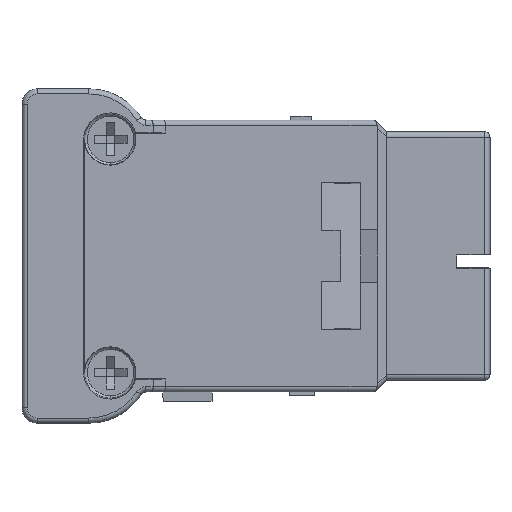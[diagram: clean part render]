
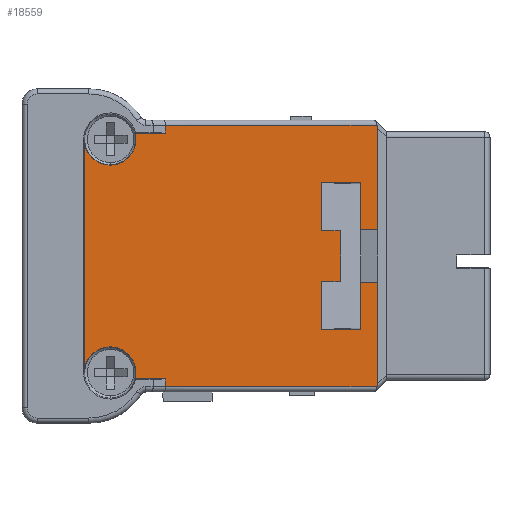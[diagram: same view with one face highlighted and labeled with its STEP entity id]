
A CAD part, left-side view. The second image highlights one B-rep face of the part: STEP entity #18559.
In plain terms, the highlighted planar face has unit normal (-1, 0, 0).
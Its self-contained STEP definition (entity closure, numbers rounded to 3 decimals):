
#3519=CARTESIAN_POINT('',(-5.65,41.6,11.15));
#3520=DIRECTION('',(-1.,0.,0.));
#3521=DIRECTION('',(0.,1.,0.));
#3522=AXIS2_PLACEMENT_3D('',#3519,#3520,#3521);
#3524=CARTESIAN_POINT('',(-5.65,41.6,11.15));
#3525=DIRECTION('',(-1.,0.,0.));
#3526=DIRECTION('',(0.,0.,-1.));
#3527=AXIS2_PLACEMENT_3D('',#3524,#3525,#3526);
#3529=DIRECTION('',(0.,-1.,0.));
#3530=VECTOR('',#3529,2.933);
#3531=CARTESIAN_POINT('',(-5.65,39.173,11.75));
#3532=LINE('',#3531,#3530);
#3533=DIRECTION('',(0.,0.,1.));
#3534=VECTOR('',#3533,0.775);
#3535=CARTESIAN_POINT('',(-5.65,36.24,11.75));
#3536=LINE('',#3535,#3534);
#3537=CARTESIAN_POINT('',(-5.65,15.74,12.525));
#3538=CARTESIAN_POINT('',(-5.65,15.709,12.429));
#3539=CARTESIAN_POINT('',(-5.65,15.69,12.331));
#3540=CARTESIAN_POINT('',(-5.65,15.69,12.23));
#3542=DIRECTION('',(0.,0.,-1.));
#3543=VECTOR('',#3542,9.819);
#3544=CARTESIAN_POINT('',(-5.65,15.69,12.23));
#3545=LINE('',#3544,#3543);
#3546=DIRECTION('',(0.,0.,-1.));
#3547=VECTOR('',#3546,4.672);
#3548=CARTESIAN_POINT('',(-5.65,21.14,6.961));
#3549=LINE('',#3548,#3547);
#3550=DIRECTION('',(0.,-1.,0.));
#3551=VECTOR('',#3550,1.839);
#3552=CARTESIAN_POINT('',(-5.65,21.14,2.289));
#3553=LINE('',#3552,#3551);
#3554=DIRECTION('',(0.,0.,-1.));
#3555=VECTOR('',#3554,4.878);
#3556=CARTESIAN_POINT('',(-5.65,19.301,2.289));
#3557=LINE('',#3556,#3555);
#3558=DIRECTION('',(0.,1.,0.));
#3559=VECTOR('',#3558,1.839);
#3560=CARTESIAN_POINT('',(-5.65,19.301,
-2.589));
#3561=LINE('',#3560,#3559);
#3562=DIRECTION('',(0.,0.,-1.));
#3563=VECTOR('',#3562,4.672);
#3564=CARTESIAN_POINT('',(-5.65,21.14,-2.589));
#3565=LINE('',#3564,#3563);
#3566=DIRECTION('',(0.,-1.,0.));
#3567=VECTOR('',#3566,1.65);
#3568=CARTESIAN_POINT('',(-5.65,17.34,-2.711));
#3569=LINE('',#3568,#3567);
#3570=DIRECTION('',(0.,0.,-1.));
#3571=VECTOR('',#3570,9.819);
#3572=CARTESIAN_POINT('',(-5.65,15.69,-2.711));
#3573=LINE('',#3572,#3571);
#3574=CARTESIAN_POINT('',(-5.65,15.69,-12.53));
#3575=CARTESIAN_POINT('',(-5.65,15.69,-12.631));
#3576=CARTESIAN_POINT('',(-5.65,15.709,
-12.729));
#3577=CARTESIAN_POINT('',(-5.65,15.74,-12.825));
#3579=DIRECTION('',(0.,0.,1.));
#3580=VECTOR('',#3579,0.775);
#3581=CARTESIAN_POINT('',(-5.65,36.24,-12.825));
#3582=LINE('',#3581,#3580);
#3583=DIRECTION('',(0.,1.,0.));
#3584=VECTOR('',#3583,2.933);
#3585=CARTESIAN_POINT('',(-5.65,36.24,-12.05));
#3586=LINE('',#3585,#3584);
#3587=CARTESIAN_POINT('',(-5.65,41.6,-11.45));
#3588=DIRECTION('',(-1.,0.,0.));
#3589=DIRECTION('',(0.,-0.971,-0.24));
#3590=AXIS2_PLACEMENT_3D('',#3587,#3588,#3589);
#3592=CARTESIAN_POINT('',(-5.65,41.6,-11.45));
#3593=DIRECTION('',(-1.,0.,0.));
#3594=DIRECTION('',(0.,0.,1.));
#3595=AXIS2_PLACEMENT_3D('',#3592,#3593,#3594);
#3597=DIRECTION('',(0.,0.,-1.));
#3598=VECTOR('',#3597,22.6);
#3599=CARTESIAN_POINT('',(-5.65,44.1,11.15));
#3600=LINE('',#3599,#3598);
#5064=CARTESIAN_POINT('',(-5.65,36.24,-12.825));
#5066=DIRECTION('',(0.,-1.,0.));
#5067=VECTOR('',#5066,20.5);
#5068=CARTESIAN_POINT('',(-5.65,36.24,-12.825));
#5069=LINE('',#5068,#5067);
#5070=CARTESIAN_POINT('',(-5.65,15.74,-12.825));
#5106=DIRECTION('',(0.,0.,-1.));
#5107=VECTOR('',#5106,4.55);
#5108=CARTESIAN_POINT('',(-5.65,17.34,6.961));
#5109=LINE('',#5108,#5107);
#5122=DIRECTION('',(0.,0.,-1.));
#5123=VECTOR('',#5122,4.55);
#5124=CARTESIAN_POINT('',(-5.65,17.34,-2.711));
#5125=LINE('',#5124,#5123);
#5130=DIRECTION('',(0.,1.,0.));
#5131=VECTOR('',#5130,3.8);
#5132=CARTESIAN_POINT('',(-5.65,17.34,-7.261));
#5133=LINE('',#5132,#5131);
#5162=DIRECTION('',(0.,-1.,0.));
#5163=VECTOR('',#5162,3.8);
#5164=CARTESIAN_POINT('',(-5.65,21.14,6.961));
#5165=LINE('',#5164,#5163);
#5166=DIRECTION('',(0.,-1.,0.));
#5167=VECTOR('',#5166,1.65);
#5168=CARTESIAN_POINT('',(-5.65,17.34,2.411));
#5169=LINE('',#5168,#5167);
#5182=DIRECTION('',(0.,1.,0.));
#5183=VECTOR('',#5182,20.5);
#5184=CARTESIAN_POINT('',(-5.65,15.74,12.525));
#5185=LINE('',#5184,#5183);
#11891=VERTEX_POINT('',#5070);
#11892=VERTEX_POINT('',#3574);
#11893=VERTEX_POINT('',#5064);
#11937=CARTESIAN_POINT('',(-5.65,44.1,11.15));
#11938=CARTESIAN_POINT('',(-5.65,41.6,8.65));
#11939=VERTEX_POINT('',#11937);
#11940=VERTEX_POINT('',#11938);
#11945=CARTESIAN_POINT('',(-5.65,44.1,-11.45));
#11946=VERTEX_POINT('',#11945);
#11947=CARTESIAN_POINT('',(-5.65,39.173,11.75));
#11948=VERTEX_POINT('',#11947);
#11949=CARTESIAN_POINT('',(-5.65,36.24,11.75));
#11950=VERTEX_POINT('',#11949);
#11951=CARTESIAN_POINT('',(-5.65,36.24,12.525));
#11952=VERTEX_POINT('',#11951);
#11953=CARTESIAN_POINT('',(-5.65,15.74,12.525));
#11954=VERTEX_POINT('',#11953);
#11955=VERTEX_POINT('',#3540);
#11956=CARTESIAN_POINT('',(-5.65,15.69,2.411));
#11957=VERTEX_POINT('',#11956);
#11958=CARTESIAN_POINT('',(-5.65,17.34,2.411));
#11959=VERTEX_POINT('',#11958);
#11960=CARTESIAN_POINT('',(-5.65,17.34,6.961));
#11961=VERTEX_POINT('',#11960);
#11962=CARTESIAN_POINT('',(-5.65,21.14,6.961));
#11963=VERTEX_POINT('',#11962);
#11964=CARTESIAN_POINT('',(-5.65,21.14,2.289));
#11965=VERTEX_POINT('',#11964);
#11966=CARTESIAN_POINT('',(-5.65,19.301,
2.289));
#11967=VERTEX_POINT('',#11966);
#11968=CARTESIAN_POINT('',(-5.65,19.301,
-2.589));
#11969=VERTEX_POINT('',#11968);
#11970=CARTESIAN_POINT('',(-5.65,21.14,-2.589));
#11971=VERTEX_POINT('',#11970);
#11972=CARTESIAN_POINT('',(-5.65,21.14,-7.261));
#11973=VERTEX_POINT('',#11972);
#11974=CARTESIAN_POINT('',(-5.65,17.34,-7.261));
#11975=VERTEX_POINT('',#11974);
#11976=CARTESIAN_POINT('',(-5.65,17.34,-2.711));
#11977=VERTEX_POINT('',#11976);
#11978=CARTESIAN_POINT('',(-5.65,15.69,-2.711));
#11979=VERTEX_POINT('',#11978);
#11980=CARTESIAN_POINT('',(-5.65,36.24,-12.05));
#11981=VERTEX_POINT('',#11980);
#11982=CARTESIAN_POINT('',(-5.65,39.173,-12.05));
#11983=VERTEX_POINT('',#11982);
#11984=CARTESIAN_POINT('',(-5.65,41.6,-8.95));
#11985=VERTEX_POINT('',#11984);
#18501=CARTESIAN_POINT('',(-5.65,52.505,17.77));
#18502=DIRECTION('',(-1.,0.,0.));
#18503=DIRECTION('',(0.,0.,-1.));
#18504=AXIS2_PLACEMENT_3D('',#18501,#18502,#18503);
#18505=PLANE('',#18504);
#18507=ORIENTED_EDGE('',*,*,#18506,.F.);
#18508=ORIENTED_EDGE('',*,*,#18480,.T.);
#18510=ORIENTED_EDGE('',*,*,#18509,.T.);
#18512=ORIENTED_EDGE('',*,*,#18511,.T.);
#18514=ORIENTED_EDGE('',*,*,#18513,.T.);
#18516=ORIENTED_EDGE('',*,*,#18515,.F.);
#18518=ORIENTED_EDGE('',*,*,#18517,.T.);
#18520=ORIENTED_EDGE('',*,*,#18519,.T.);
#18522=ORIENTED_EDGE('',*,*,#18521,.F.);
#18524=ORIENTED_EDGE('',*,*,#18523,.F.);
#18526=ORIENTED_EDGE('',*,*,#18525,.F.);
#18528=ORIENTED_EDGE('',*,*,#18527,.T.);
#18530=ORIENTED_EDGE('',*,*,#18529,.T.);
#18532=ORIENTED_EDGE('',*,*,#18531,.T.);
#18534=ORIENTED_EDGE('',*,*,#18533,.T.);
#18536=ORIENTED_EDGE('',*,*,#18535,.T.);
#18538=ORIENTED_EDGE('',*,*,#18537,.F.);
#18540=ORIENTED_EDGE('',*,*,#18539,.F.);
#18542=ORIENTED_EDGE('',*,*,#18541,.T.);
#18544=ORIENTED_EDGE('',*,*,#18543,.T.);
#18546=ORIENTED_EDGE('',*,*,#18545,.T.);
#18548=ORIENTED_EDGE('',*,*,#18547,.F.);
#18550=ORIENTED_EDGE('',*,*,#18549,.T.);
#18552=ORIENTED_EDGE('',*,*,#18551,.T.);
#18554=ORIENTED_EDGE('',*,*,#18553,.T.);
#18556=ORIENTED_EDGE('',*,*,#18555,.T.);
#18557=EDGE_LOOP('',(#18507,#18508,#18510,#18512,#18514,#18516,#18518,#18520,
#18522,#18524,#18526,#18528,#18530,#18532,#18534,#18536,#18538,#18540,#18542,
#18544,#18546,#18548,#18550,#18552,#18554,#18556));
#18558=FACE_OUTER_BOUND('',#18557,.F.);
#3523=CIRCLE('',#3522,2.5);
#3528=CIRCLE('',#3527,2.5);
#3541=B_SPLINE_CURVE_WITH_KNOTS('',3,(#3537,#3538,#3539,#3540),.UNSPECIFIED.,
.F.,.F.,(4,4),(0.,1.),.UNSPECIFIED.);
#3578=B_SPLINE_CURVE_WITH_KNOTS('',3,(#3574,#3575,#3576,#3577),.UNSPECIFIED.,
.F.,.F.,(4,4),(0.,1.),.UNSPECIFIED.);
#3591=CIRCLE('',#3590,2.5);
#3596=CIRCLE('',#3595,2.5);
#18480=EDGE_CURVE('',#11939,#11940,#3523,.T.);
#18506=EDGE_CURVE('',#11939,#11946,#3600,.T.);
#18509=EDGE_CURVE('',#11940,#11948,#3528,.T.);
#18511=EDGE_CURVE('',#11948,#11950,#3532,.T.);
#18513=EDGE_CURVE('',#11950,#11952,#3536,.T.);
#18515=EDGE_CURVE('',#11954,#11952,#5185,.T.);
#18517=EDGE_CURVE('',#11954,#11955,#3541,.T.);
#18519=EDGE_CURVE('',#11955,#11957,#3545,.T.);
#18521=EDGE_CURVE('',#11959,#11957,#5169,.T.);
#18523=EDGE_CURVE('',#11961,#11959,#5109,.T.);
#18525=EDGE_CURVE('',#11963,#11961,#5165,.T.);
#18527=EDGE_CURVE('',#11963,#11965,#3549,.T.);
#18529=EDGE_CURVE('',#11965,#11967,#3553,.T.);
#18531=EDGE_CURVE('',#11967,#11969,#3557,.T.);
#18533=EDGE_CURVE('',#11969,#11971,#3561,.T.);
#18535=EDGE_CURVE('',#11971,#11973,#3565,.T.);
#18537=EDGE_CURVE('',#11975,#11973,#5133,.T.);
#18539=EDGE_CURVE('',#11977,#11975,#5125,.T.);
#18541=EDGE_CURVE('',#11977,#11979,#3569,.T.);
#18543=EDGE_CURVE('',#11979,#11892,#3573,.T.);
#18545=EDGE_CURVE('',#11892,#11891,#3578,.T.);
#18547=EDGE_CURVE('',#11893,#11891,#5069,.T.);
#18549=EDGE_CURVE('',#11893,#11981,#3582,.T.);
#18551=EDGE_CURVE('',#11981,#11983,#3586,.T.);
#18553=EDGE_CURVE('',#11983,#11985,#3591,.T.);
#18555=EDGE_CURVE('',#11985,#11946,#3596,.T.);
#18559=ADVANCED_FACE('',(#18558),#18505,.T.);
